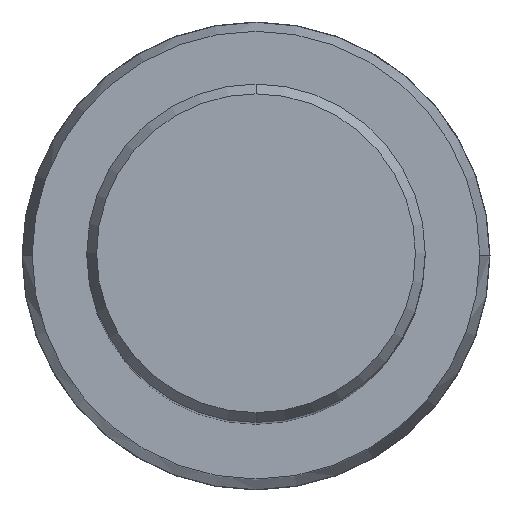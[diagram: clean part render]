
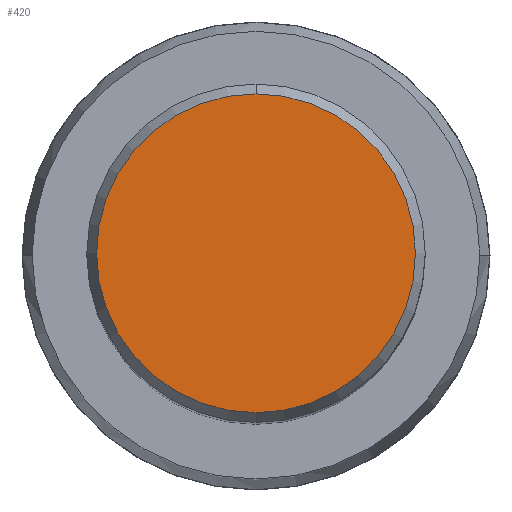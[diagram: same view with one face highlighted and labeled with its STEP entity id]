
A CAD part, top view. The second image highlights one B-rep face of the part: STEP entity #420.
In plain terms, the highlighted planar face has unit normal (0, 0, 1).
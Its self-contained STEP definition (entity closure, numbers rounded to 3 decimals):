
#284=EDGE_CURVE('',#316,#402,#625,.T.);
#316=VERTEX_POINT('',#661);
#384=EDGE_CURVE('',#402,#316,#738,.T.);
#402=VERTEX_POINT('',#758);
#420=ADVANCED_FACE('',(#778),#779,.T.);
#625=CIRCLE('',#1006,14.958);
#661=CARTESIAN_POINT('',(0.,-14.958,0.0));
#738=CIRCLE('',#1142,14.958);
#758=CARTESIAN_POINT('',(0.0,14.958,0.0));
#778=FACE_OUTER_BOUND('',#1194,.T.);
#779=PLANE('',#1195);
#1006=AXIS2_PLACEMENT_3D('',#1436,#1437,#1438);
#1142=AXIS2_PLACEMENT_3D('',#1609,#1610,#1611);
#1194=EDGE_LOOP('',(#1666,#1667));
#1195=AXIS2_PLACEMENT_3D('',#1668,#1669,#1670);
#1436=CARTESIAN_POINT('',(0.0,0.0,0.0));
#1437=DIRECTION('',(0.0,0.0,-1.0));
#1438=DIRECTION('',(0.0,1.0,0.0));
#1609=CARTESIAN_POINT('',(0.0,0.0,0.0));
#1610=DIRECTION('',(0.0,0.0,-1.0));
#1611=DIRECTION('',(0.0,1.0,0.0));
#1666=ORIENTED_EDGE('',*,*,#384,.F.);
#1667=ORIENTED_EDGE('',*,*,#284,.F.);
#1668=CARTESIAN_POINT('',(0.0,7.479,0.0));
#1669=DIRECTION('',(-0.0,0.0,1.0));
#1670=DIRECTION('',(0.0,-1.0,0.0));
